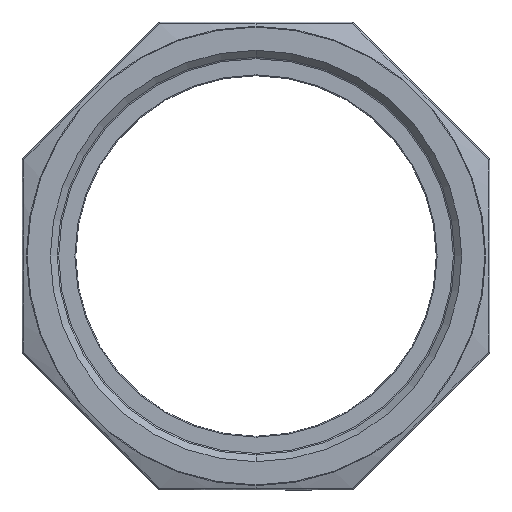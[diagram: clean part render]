
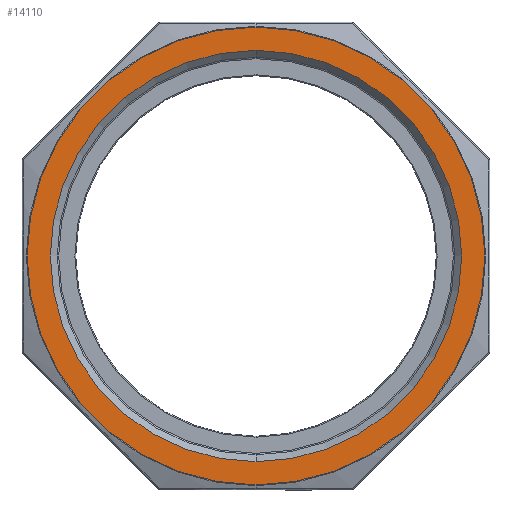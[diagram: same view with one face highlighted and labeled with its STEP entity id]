
A CAD part, left-side view. The second image highlights one B-rep face of the part: STEP entity #14110.
In plain terms, the highlighted planar face has unit normal (-1, 0, 0).
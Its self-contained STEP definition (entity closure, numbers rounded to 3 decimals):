
#689 = CARTESIAN_POINT ( 'NONE',  ( -28., 0., -43.94 ) ) ;
#780 = AXIS2_PLACEMENT_3D ( 'NONE', #13310, #8488, #6590 ) ;
#903 = EDGE_LOOP ( 'NONE', ( #1994, #18384 ) ) ;
#1143 = CARTESIAN_POINT ( 'NONE',  ( -28., 0., 43.94 ) ) ;
#1262 = CARTESIAN_POINT ( 'NONE',  ( -28., 0., 48.912 ) ) ;
#1284 = VERTEX_POINT ( 'NONE', #1143 ) ;
#1994 = ORIENTED_EDGE ( 'NONE', *, *, #20283, .T. ) ;
#2366 = CIRCLE ( 'NONE', #11847, 43.94 ) ;
#2561 = CIRCLE ( 'NONE', #5732, 48.912 ) ;
#2586 = EDGE_CURVE ( 'NONE', #2664, #6024, #2561, .T. ) ;
#2664 = VERTEX_POINT ( 'NONE', #21231 ) ;
#2765 = VERTEX_POINT ( 'NONE', #689 ) ;
#2835 = EDGE_CURVE ( 'NONE', #6024, #2664, #4636, .T. ) ;
#4145 = DIRECTION ( 'NONE',  ( -1., 0., 0. ) ) ;
#4524 = DIRECTION ( 'NONE',  ( 0., 0., 1. ) ) ;
#4636 = CIRCLE ( 'NONE', #5300, 48.912 ) ;
#5047 = DIRECTION ( 'NONE',  ( 0., 0., 1. ) ) ;
#5300 = AXIS2_PLACEMENT_3D ( 'NONE', #7592, #4145, #7665 ) ;
#5732 = AXIS2_PLACEMENT_3D ( 'NONE', #9538, #14618, #4524 ) ;
#6024 = VERTEX_POINT ( 'NONE', #1262 ) ;
#6389 = PLANE ( 'NONE',  #12819 ) ;
#6590 = DIRECTION ( 'NONE',  ( 0., 0., -1. ) ) ;
#6793 = FACE_BOUND ( 'NONE', #903, .T. ) ;
#7592 = CARTESIAN_POINT ( 'NONE',  ( -28., 0., 0. ) ) ;
#7665 = DIRECTION ( 'NONE',  ( 0., 0., 1. ) ) ;
#8096 = FACE_OUTER_BOUND ( 'NONE', #12222, .T. ) ;
#8488 = DIRECTION ( 'NONE',  ( 1., 0., 0. ) ) ;
#8512 = ORIENTED_EDGE ( 'NONE', *, *, #2835, .T. ) ;
#9502 = EDGE_CURVE ( 'NONE', #2765, #1284, #20818, .T. ) ;
#9538 = CARTESIAN_POINT ( 'NONE',  ( -28., 0., 0. ) ) ;
#10174 = DIRECTION ( 'NONE',  ( -1., 0., 0. ) ) ;
#11847 = AXIS2_PLACEMENT_3D ( 'NONE', #14533, #16229, #17781 ) ;
#12222 = EDGE_LOOP ( 'NONE', ( #8512, #21352 ) ) ;
#12819 = AXIS2_PLACEMENT_3D ( 'NONE', #13108, #10174, #5047 ) ;
#13108 = CARTESIAN_POINT ( 'NONE',  ( -28., 54.46, 0. ) ) ;
#13310 = CARTESIAN_POINT ( 'NONE',  ( -28., 0., 0. ) ) ;
#14110 = ADVANCED_FACE ( 'NONE', ( #8096, #6793 ), #6389, .T. ) ;
#14533 = CARTESIAN_POINT ( 'NONE',  ( -28., 0., 0. ) ) ;
#14618 = DIRECTION ( 'NONE',  ( -1., 0., 0. ) ) ;
#16229 = DIRECTION ( 'NONE',  ( 1., 0., 0. ) ) ;
#17781 = DIRECTION ( 'NONE',  ( 0., 0., -1. ) ) ;
#18384 = ORIENTED_EDGE ( 'NONE', *, *, #9502, .T. ) ;
#20283 = EDGE_CURVE ( 'NONE', #1284, #2765, #2366, .T. ) ;
#20818 = CIRCLE ( 'NONE', #780, 43.94 ) ;
#21231 = CARTESIAN_POINT ( 'NONE',  ( -28., 0., -48.912 ) ) ;
#21352 = ORIENTED_EDGE ( 'NONE', *, *, #2586, .T. ) ;
